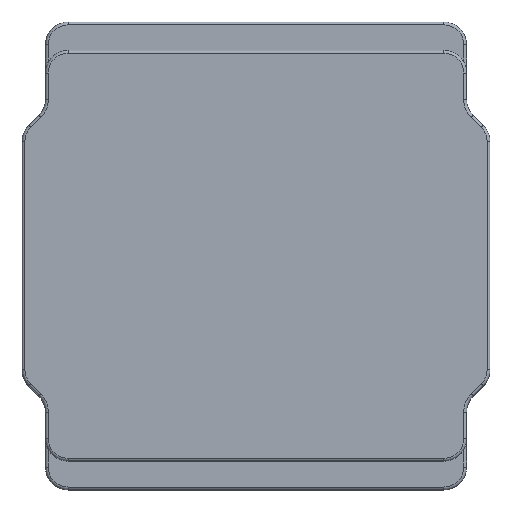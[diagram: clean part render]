
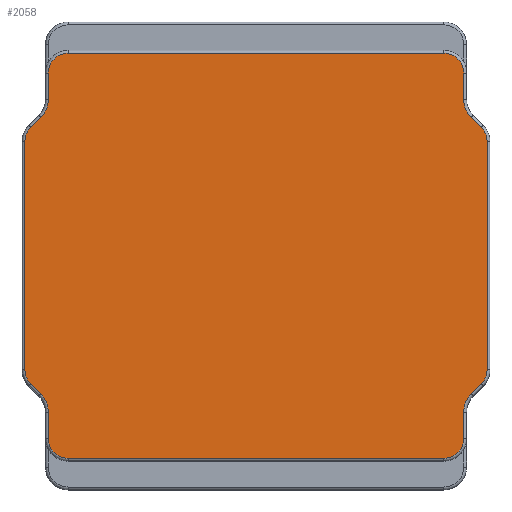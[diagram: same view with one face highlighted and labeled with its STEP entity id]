
A CAD part, top view. The second image highlights one B-rep face of the part: STEP entity #2058.
In plain terms, the highlighted planar face has unit normal (0, 0, 1).
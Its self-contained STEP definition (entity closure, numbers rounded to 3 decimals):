
#42=PLANE('',#2256);
#86=LINE('',#3137,#260);
#88=LINE('',#3149,#262);
#90=LINE('',#3161,#264);
#92=LINE('',#3173,#266);
#94=LINE('',#3185,#268);
#96=LINE('',#3197,#270);
#98=LINE('',#3209,#272);
#100=LINE('',#3221,#274);
#102=LINE('',#3233,#276);
#104=LINE('',#3245,#278);
#106=LINE('',#3257,#280);
#107=LINE('',#3265,#281);
#260=VECTOR('',#2443,10.);
#262=VECTOR('',#2457,10.);
#264=VECTOR('',#2471,10.);
#266=VECTOR('',#2485,10.);
#268=VECTOR('',#2499,10.);
#270=VECTOR('',#2513,10.);
#272=VECTOR('',#2527,10.);
#274=VECTOR('',#2541,10.);
#276=VECTOR('',#2555,10.);
#278=VECTOR('',#2569,10.);
#280=VECTOR('',#2583,10.);
#281=VECTOR('',#2594,10.);
#529=FACE_OUTER_BOUND('',#659,.T.);
#659=EDGE_LOOP('',(#1522,#1523,#1524,#1525,#1526,#1527,#1528,#1529,#1530,
#1531,#1532,#1533,#1534,#1535,#1536,#1537,#1538,#1539,#1540,#1541,#1542,
#1543,#1544,#1545));
#755=CIRCLE('',#2168,0.175);
#761=CIRCLE('',#2176,0.225);
#765=CIRCLE('',#2182,0.175);
#769=CIRCLE('',#2188,0.175);
#773=CIRCLE('',#2194,0.225);
#777=CIRCLE('',#2200,0.175);
#781=CIRCLE('',#2206,0.175);
#785=CIRCLE('',#2212,0.225);
#789=CIRCLE('',#2218,0.175);
#793=CIRCLE('',#2224,0.175);
#797=CIRCLE('',#2230,0.225);
#801=CIRCLE('',#2236,0.175);
#881=VERTEX_POINT('',#3125);
#882=VERTEX_POINT('',#3127);
#884=VERTEX_POINT('',#3133);
#886=VERTEX_POINT('',#3139);
#888=VERTEX_POINT('',#3145);
#890=VERTEX_POINT('',#3151);
#892=VERTEX_POINT('',#3157);
#894=VERTEX_POINT('',#3163);
#896=VERTEX_POINT('',#3169);
#898=VERTEX_POINT('',#3175);
#900=VERTEX_POINT('',#3181);
#902=VERTEX_POINT('',#3187);
#904=VERTEX_POINT('',#3193);
#906=VERTEX_POINT('',#3199);
#908=VERTEX_POINT('',#3205);
#910=VERTEX_POINT('',#3211);
#912=VERTEX_POINT('',#3217);
#914=VERTEX_POINT('',#3223);
#916=VERTEX_POINT('',#3229);
#918=VERTEX_POINT('',#3235);
#920=VERTEX_POINT('',#3241);
#922=VERTEX_POINT('',#3247);
#924=VERTEX_POINT('',#3253);
#926=VERTEX_POINT('',#3259);
#1066=EDGE_CURVE('',#881,#882,#755,.T.);
#1071=EDGE_CURVE('',#882,#884,#86,.T.);
#1074=EDGE_CURVE('',#884,#886,#761,.T.);
#1077=EDGE_CURVE('',#886,#888,#88,.T.);
#1080=EDGE_CURVE('',#888,#890,#765,.T.);
#1083=EDGE_CURVE('',#890,#892,#90,.T.);
#1086=EDGE_CURVE('',#892,#894,#769,.T.);
#1089=EDGE_CURVE('',#894,#896,#92,.T.);
#1092=EDGE_CURVE('',#896,#898,#773,.T.);
#1095=EDGE_CURVE('',#898,#900,#94,.T.);
#1098=EDGE_CURVE('',#900,#902,#777,.T.);
#1101=EDGE_CURVE('',#902,#904,#96,.T.);
#1104=EDGE_CURVE('',#904,#906,#781,.T.);
#1107=EDGE_CURVE('',#906,#908,#98,.T.);
#1110=EDGE_CURVE('',#908,#910,#785,.T.);
#1113=EDGE_CURVE('',#910,#912,#100,.T.);
#1116=EDGE_CURVE('',#912,#914,#789,.T.);
#1119=EDGE_CURVE('',#914,#916,#102,.T.);
#1122=EDGE_CURVE('',#916,#918,#793,.T.);
#1125=EDGE_CURVE('',#918,#920,#104,.T.);
#1128=EDGE_CURVE('',#920,#922,#797,.T.);
#1131=EDGE_CURVE('',#922,#924,#106,.T.);
#1134=EDGE_CURVE('',#924,#926,#801,.T.);
#1135=EDGE_CURVE('',#926,#881,#107,.T.);
#1522=ORIENTED_EDGE('',*,*,#1066,.F.);
#1523=ORIENTED_EDGE('',*,*,#1135,.F.);
#1524=ORIENTED_EDGE('',*,*,#1134,.F.);
#1525=ORIENTED_EDGE('',*,*,#1131,.F.);
#1526=ORIENTED_EDGE('',*,*,#1128,.F.);
#1527=ORIENTED_EDGE('',*,*,#1125,.F.);
#1528=ORIENTED_EDGE('',*,*,#1122,.F.);
#1529=ORIENTED_EDGE('',*,*,#1119,.F.);
#1530=ORIENTED_EDGE('',*,*,#1116,.F.);
#1531=ORIENTED_EDGE('',*,*,#1113,.F.);
#1532=ORIENTED_EDGE('',*,*,#1110,.F.);
#1533=ORIENTED_EDGE('',*,*,#1107,.F.);
#1534=ORIENTED_EDGE('',*,*,#1104,.F.);
#1535=ORIENTED_EDGE('',*,*,#1101,.F.);
#1536=ORIENTED_EDGE('',*,*,#1098,.F.);
#1537=ORIENTED_EDGE('',*,*,#1095,.F.);
#1538=ORIENTED_EDGE('',*,*,#1092,.F.);
#1539=ORIENTED_EDGE('',*,*,#1089,.F.);
#1540=ORIENTED_EDGE('',*,*,#1086,.F.);
#1541=ORIENTED_EDGE('',*,*,#1083,.F.);
#1542=ORIENTED_EDGE('',*,*,#1080,.F.);
#1543=ORIENTED_EDGE('',*,*,#1077,.F.);
#1544=ORIENTED_EDGE('',*,*,#1074,.F.);
#1545=ORIENTED_EDGE('',*,*,#1071,.F.);
#2058=ADVANCED_FACE('',(#529),#42,.T.);
#2168=AXIS2_PLACEMENT_3D('',#3128,#2432,#2433);
#2176=AXIS2_PLACEMENT_3D('',#3143,#2450,#2451);
#2182=AXIS2_PLACEMENT_3D('',#3155,#2464,#2465);
#2188=AXIS2_PLACEMENT_3D('',#3167,#2478,#2479);
#2194=AXIS2_PLACEMENT_3D('',#3179,#2492,#2493);
#2200=AXIS2_PLACEMENT_3D('',#3191,#2506,#2507);
#2206=AXIS2_PLACEMENT_3D('',#3203,#2520,#2521);
#2212=AXIS2_PLACEMENT_3D('',#3215,#2534,#2535);
#2218=AXIS2_PLACEMENT_3D('',#3227,#2548,#2549);
#2224=AXIS2_PLACEMENT_3D('',#3239,#2562,#2563);
#2230=AXIS2_PLACEMENT_3D('',#3251,#2576,#2577);
#2236=AXIS2_PLACEMENT_3D('',#3263,#2590,#2591);
#2256=AXIS2_PLACEMENT_3D('',#3319,#2652,#2653);
#2432=DIRECTION('center_axis',(0.,0.,-1.));
#2433=DIRECTION('ref_axis',(-0.707,-0.707,0.));
#2443=DIRECTION('',(0.,1.,0.));
#2450=DIRECTION('center_axis',(0.,0.,1.));
#2451=DIRECTION('ref_axis',(0.924,0.383,0.));
#2457=DIRECTION('',(-0.707,0.707,0.));
#2464=DIRECTION('center_axis',(0.,0.,-1.));
#2465=DIRECTION('ref_axis',(-0.924,-0.383,0.));
#2471=DIRECTION('',(0.,1.,0.));
#2478=DIRECTION('center_axis',(0.,0.,-1.));
#2479=DIRECTION('ref_axis',(-0.924,0.383,0.));
#2485=DIRECTION('',(0.707,0.707,0.));
#2492=DIRECTION('center_axis',(0.,0.,1.));
#2493=DIRECTION('ref_axis',(0.924,-0.383,0.));
#2499=DIRECTION('',(0.,1.,0.));
#2506=DIRECTION('center_axis',(0.,0.,-1.));
#2507=DIRECTION('ref_axis',(-0.707,0.707,0.));
#2513=DIRECTION('',(1.,0.,0.));
#2520=DIRECTION('center_axis',(0.,0.,-1.));
#2521=DIRECTION('ref_axis',(0.707,0.707,0.));
#2527=DIRECTION('',(0.,-1.,0.));
#2534=DIRECTION('center_axis',(0.,0.,1.));
#2535=DIRECTION('ref_axis',(-0.924,-0.383,0.));
#2541=DIRECTION('',(0.707,-0.707,0.));
#2548=DIRECTION('center_axis',(0.,0.,-1.));
#2549=DIRECTION('ref_axis',(0.924,0.383,0.));
#2555=DIRECTION('',(0.,-1.,0.));
#2562=DIRECTION('center_axis',(0.,0.,-1.));
#2563=DIRECTION('ref_axis',(0.924,-0.383,0.));
#2569=DIRECTION('',(-0.707,-0.707,0.));
#2576=DIRECTION('center_axis',(0.,0.,1.));
#2577=DIRECTION('ref_axis',(-0.924,0.383,0.));
#2583=DIRECTION('',(0.,-1.,0.));
#2590=DIRECTION('center_axis',(0.,0.,-1.));
#2591=DIRECTION('ref_axis',(0.707,-0.707,0.));
#2594=DIRECTION('',(-1.,0.,0.));
#2652=DIRECTION('center_axis',(0.,0.,1.));
#2653=DIRECTION('ref_axis',(1.,0.,0.));
#3125=CARTESIAN_POINT('',(-1.645,-1.775,1.8));
#3127=CARTESIAN_POINT('',(-1.82,-1.6,1.8));
#3128=CARTESIAN_POINT('Origin',(-1.645,-1.6,1.8));
#3133=CARTESIAN_POINT('',(-1.82,-1.371,1.8));
#3137=CARTESIAN_POINT('',(-1.82,-0.644,1.8));
#3139=CARTESIAN_POINT('',(-1.886,-1.211,1.8));
#3143=CARTESIAN_POINT('Origin',(-2.045,-1.371,1.8));
#3145=CARTESIAN_POINT('',(-1.974,-1.124,1.8));
#3149=CARTESIAN_POINT('',(-1.79,-1.307,1.8));
#3151=CARTESIAN_POINT('',(-2.025,-1.,1.8));
#3155=CARTESIAN_POINT('Origin',(-1.85,-1.,1.8));
#3157=CARTESIAN_POINT('',(-2.025,1.,1.8));
#3161=CARTESIAN_POINT('',(-2.025,0.541,1.8));
#3163=CARTESIAN_POINT('',(-1.974,1.124,1.8));
#3167=CARTESIAN_POINT('Origin',(-1.85,1.,1.8));
#3169=CARTESIAN_POINT('',(-1.886,1.211,1.8));
#3173=CARTESIAN_POINT('',(-1.688,1.409,1.8));
#3175=CARTESIAN_POINT('',(-1.82,1.371,1.8));
#3179=CARTESIAN_POINT('Origin',(-2.045,1.371,1.8));
#3181=CARTESIAN_POINT('',(-1.82,1.6,1.8));
#3185=CARTESIAN_POINT('',(-1.82,1.025,1.8));
#3187=CARTESIAN_POINT('',(-1.645,1.775,1.8));
#3191=CARTESIAN_POINT('Origin',(-1.645,1.6,1.8));
#3193=CARTESIAN_POINT('',(1.645,1.775,1.8));
#3197=CARTESIAN_POINT('',(0.923,1.775,1.8));
#3199=CARTESIAN_POINT('',(1.82,1.6,1.8));
#3203=CARTESIAN_POINT('Origin',(1.645,1.6,1.8));
#3205=CARTESIAN_POINT('',(1.82,1.371,1.8));
#3209=CARTESIAN_POINT('',(1.82,0.644,1.8));
#3211=CARTESIAN_POINT('',(1.886,1.211,1.8));
#3215=CARTESIAN_POINT('Origin',(2.045,1.371,1.8));
#3217=CARTESIAN_POINT('',(1.974,1.124,1.8));
#3221=CARTESIAN_POINT('',(1.79,1.307,1.8));
#3223=CARTESIAN_POINT('',(2.025,1.,1.8));
#3227=CARTESIAN_POINT('Origin',(1.85,1.,1.8));
#3229=CARTESIAN_POINT('',(2.025,-1.,1.8));
#3233=CARTESIAN_POINT('',(2.025,-0.541,1.8));
#3235=CARTESIAN_POINT('',(1.974,-1.124,1.8));
#3239=CARTESIAN_POINT('Origin',(1.85,-1.,1.8));
#3241=CARTESIAN_POINT('',(1.886,-1.211,1.8));
#3245=CARTESIAN_POINT('',(1.688,-1.409,1.8));
#3247=CARTESIAN_POINT('',(1.82,-1.371,1.8));
#3251=CARTESIAN_POINT('Origin',(2.045,-1.371,1.8));
#3253=CARTESIAN_POINT('',(1.82,-1.6,1.8));
#3257=CARTESIAN_POINT('',(1.82,-1.025,1.8));
#3259=CARTESIAN_POINT('',(1.645,-1.775,1.8));
#3263=CARTESIAN_POINT('Origin',(1.645,-1.6,1.8));
#3265=CARTESIAN_POINT('',(-0.923,-1.775,1.8));
#3319=CARTESIAN_POINT('Origin',(0.,0.,1.8));
